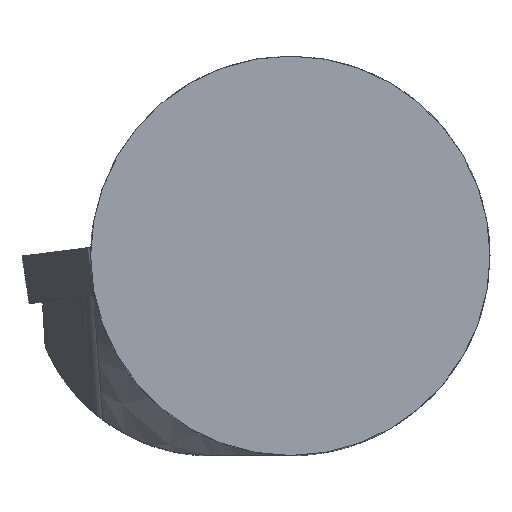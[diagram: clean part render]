
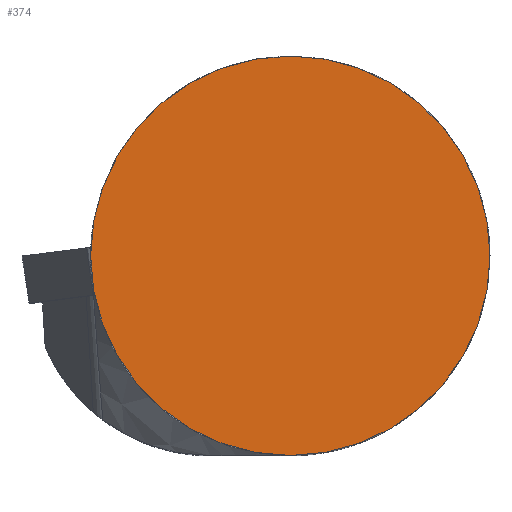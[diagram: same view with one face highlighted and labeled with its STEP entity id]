
A CAD part, top view. The second image highlights one B-rep face of the part: STEP entity #374.
In plain terms, the highlighted planar face has unit normal (0, 0, 1).
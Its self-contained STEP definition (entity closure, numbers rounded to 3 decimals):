
#374=ADVANCED_FACE('',(#465),#416,.T.);
#416=PLANE('',#1345);
#465=FACE_OUTER_BOUND('',#520,.T.);
#520=EDGE_LOOP('',(#772));
#772=ORIENTED_EDGE('',*,*,#1026,.F.);
#914=VERTEX_POINT('',#1919);
#1026=EDGE_CURVE('',#914,#914,#1145,.T.);
#1145=CIRCLE('',#1282,20.);
#1282=AXIS2_PLACEMENT_3D('',#1918,#1478,#1479);
#1345=AXIS2_PLACEMENT_3D('',#2091,#1628,#1629);
#1478=DIRECTION('',(0.,0.,-1.));
#1479=DIRECTION('',(1.,0.,0.));
#1628=DIRECTION('',(0.,0.,1.));
#1629=DIRECTION('',(1.,0.,0.));
#1918=CARTESIAN_POINT('',(0.,0.,0.));
#1919=CARTESIAN_POINT('',(20.,0.,0.));
#2091=CARTESIAN_POINT('',(0.,0.,0.));
